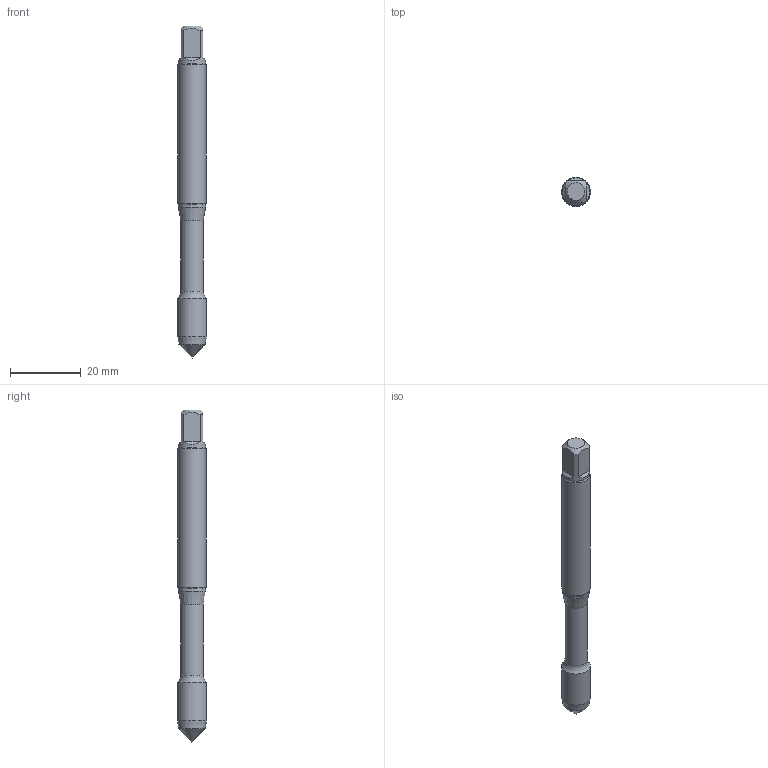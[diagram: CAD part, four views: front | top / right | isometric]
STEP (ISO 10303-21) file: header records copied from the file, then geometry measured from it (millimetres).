
FILE_DESCRIPTION(/* description */ (''),/* implementation_level */ '2;1');
FILE_NAME(/* name */ 'T33-FSC02C03-8X1-65R_Basic.stp',/* time_stamp */ '2022-04-11T13:03:38+03:00',/* author */ (''),/* organization */ (''),/* preprocessor_version */ 'ST-DEVELOPER v16.7',/* originating_system */ 'SIEMENS PLM Software NX 12.0',/* authorisation */ '');
FILE_SCHEMA (('AUTOMOTIVE_DESIGN { 1 0 10303 214 3 1 1 1 }'));
Length unit declared in the file: millimetre
Products named in the file (1): rumo573CA1AA5wjj
Bounding box: 8.16 x 8.16 x 93.72 mm (x, y, z)
Volume: 4014 mm3; surface area: 2322.7 mm2
Topology: 2 solids, 2 shells, 24 faces, 58 edges, 41 vertices
Faces by surface type: plane 11, cylinder 5, cone 4, torus 4
Full cylindrical faces by diameter (mm): 6.35 x1, 7.7 x2, 8 x1, 8.163 x1
Entity records: 711 total; most frequent: CARTESIAN_POINT 161, DIRECTION 102, ORIENTED_EDGE 78, AXIS2_PLACEMENT_3D 45, EDGE_CURVE 39, EDGE_LOOP 36, VERTEX_POINT 32, FACE_BOUND 26
